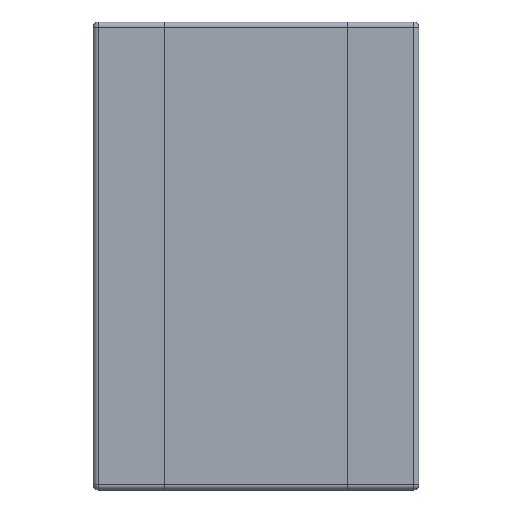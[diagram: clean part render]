
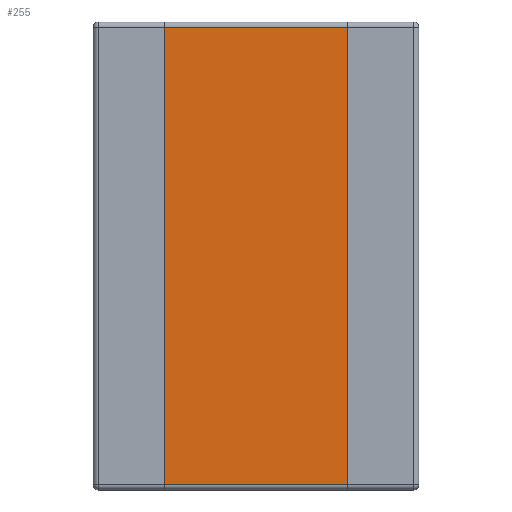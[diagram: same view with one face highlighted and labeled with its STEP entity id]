
A CAD part, top view. The second image highlights one B-rep face of the part: STEP entity #255.
In plain terms, the highlighted planar face has unit normal (0, 0, 1).
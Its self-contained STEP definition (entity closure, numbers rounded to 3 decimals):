
#13=DIRECTION('',(0.,0.,1.));
#14=DIRECTION('',(1.,0.,0.));
#34=VECTOR('',#14,1.);
#46=DIRECTION('',(0.,1.,0.));
#95=VERTEX_POINT('',#96);
#96=CARTESIAN_POINT('',(-0.9,-2.25,0.7));
#101=ORIENTED_EDGE('',*,*,#102,.T.);
#102=EDGE_CURVE('',#95,#103,#105,.T.);
#103=VERTEX_POINT('',#104);
#104=CARTESIAN_POINT('',(0.9,-2.25,0.7));
#105=LINE('',#96,#34);
#223=VECTOR('',#46,1.);
#255=ADVANCED_FACE('',(#256),#273,.T.);
#256=FACE_BOUND('',#257,.T.);
#257=EDGE_LOOP('',(#258,#101,#264,#270));
#258=ORIENTED_EDGE('',*,*,#259,.F.);
#259=EDGE_CURVE('',#95,#260,#262,.T.);
#260=VERTEX_POINT('',#261);
#261=CARTESIAN_POINT('',(-0.9,2.25,0.7));
#262=LINE('',#263,#223);
#263=CARTESIAN_POINT('',(-0.9,-2.3,0.7));
#264=ORIENTED_EDGE('',*,*,#265,.T.);
#265=EDGE_CURVE('',#103,#266,#268,.T.);
#266=VERTEX_POINT('',#267);
#267=CARTESIAN_POINT('',(0.9,2.25,0.7));
#268=LINE('',#269,#223);
#269=CARTESIAN_POINT('',(0.9,-2.3,0.7));
#270=ORIENTED_EDGE('',*,*,#271,.F.);
#271=EDGE_CURVE('',#260,#266,#272,.T.);
#272=LINE('',#261,#34);
#273=PLANE('',#274);
#274=AXIS2_PLACEMENT_3D('',#263,#13,#14);
